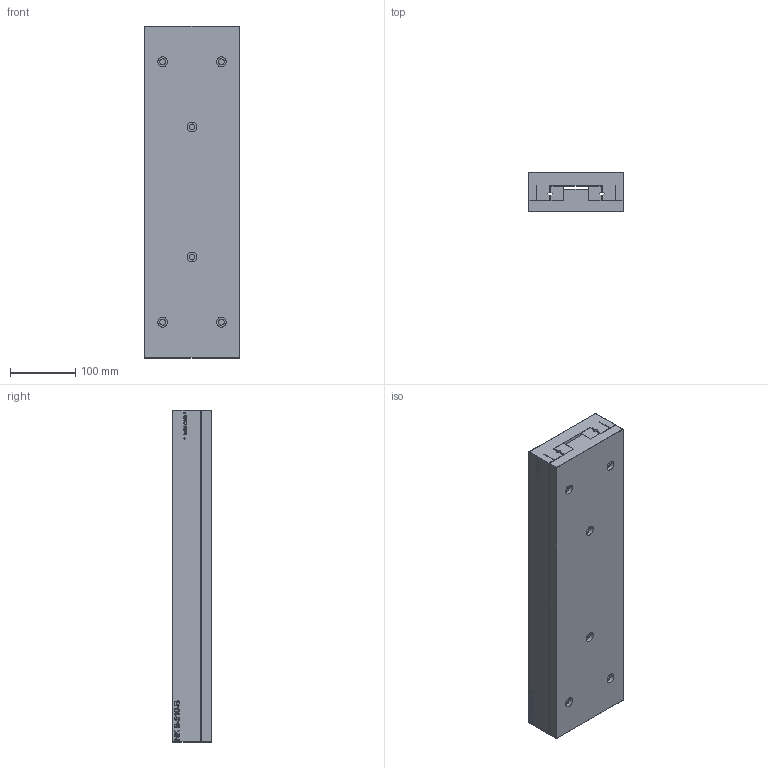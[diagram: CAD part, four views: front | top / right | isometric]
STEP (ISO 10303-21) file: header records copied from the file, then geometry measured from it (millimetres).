
FILE_DESCRIPTION(('FreeCAD Model'),'2;1');
FILE_NAME('NK 9-510-B.step', '2020-07-24T07:52:16',('Author'),(''), 'Open CASCADE STEP processor 6.8','FreeCAD','Unknown');
FILE_SCHEMA(('AUTOMOTIVE_DESIGN_CC2 { 1 2 10303 214 -1 1 5 4 }'));
Length unit declared in the file: millimetre
Products named in the file (3): ASSEMBLY; OT; UT
Assembly tree (2 placements, depth 2):
  ASSEMBLY
    OT
    UT
Bounding box: 145 x 60 x 510 mm (x, y, z)
Volume: 4228735.9 mm3; surface area: 554421.7 mm2
Topology: 4 solids, 4 shells, 795 faces, 2135 edges, 1390 vertices
Faces by surface type: extrusion 423, plane 344, cylinder 20, cone 8
Full cylindrical faces by diameter (mm): 8 x8, 9 x6, 15 x6
Entity records: 52776 total; most frequent: CARTESIAN_POINT 12696, DIRECTION 5912, VECTOR 4980, LINE 4557, ORIENTED_EDGE 4270, PCURVE 4270, DEFINITIONAL_REPRESENTATION 4270, B_SPLINE_CURVE_WITH_KNOTS 2151
